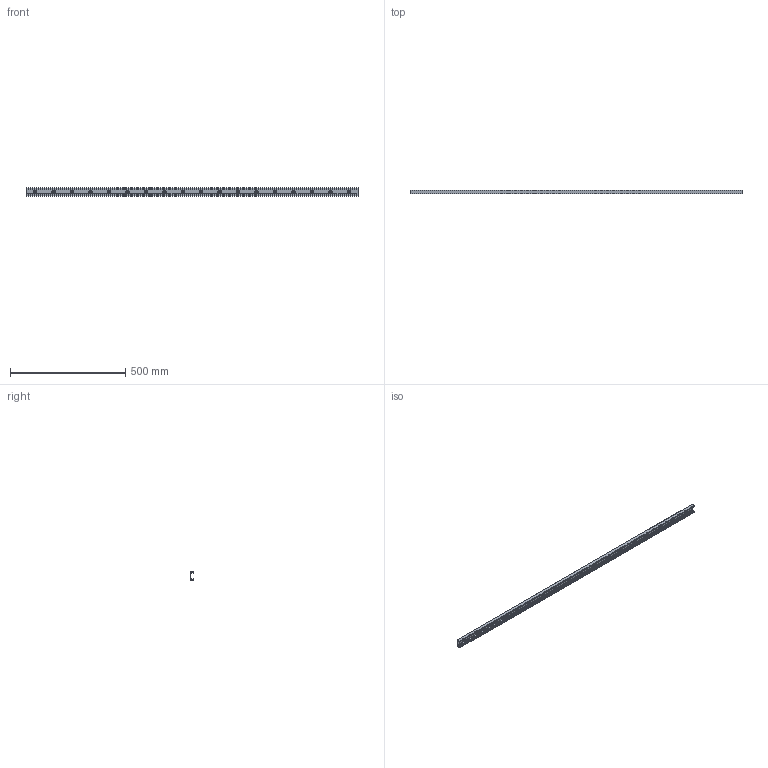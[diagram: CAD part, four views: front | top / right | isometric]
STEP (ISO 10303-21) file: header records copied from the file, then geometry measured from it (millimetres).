
FILE_DESCRIPTION((''),'2;1');
FILE_NAME('LCX 35-1440.C.stp','2016-04-28T08:54:22',('MRathmann'),(''),'Autodesk Inventor 2012','Autodesk Inventor 2012','');
FILE_SCHEMA(('CONFIG_CONTROL_DESIGN'));
Length unit declared in the file: millimetre
Products named in the file (1): LCX 35-1440.C
Bounding box: 1440 x 16.5 x 35 mm (x, y, z)
Volume: 310372 mm3; surface area: 185100 mm2
Topology: 1 solids, 1 shells, 82 faces, 258 edges, 178 vertices
Faces by surface type: cylinder 49, plane 33
Full cylindrical faces by diameter (mm): 8 x18, 15 x18
Entity records: 3004 total; most frequent: CARTESIAN_POINT 933, DIRECTION 432, ORIENTED_EDGE 372, EDGE_CURVE 186, AXIS2_PLACEMENT_3D 181, EDGE_LOOP 154, VERTEX_POINT 142, CIRCLE 98
